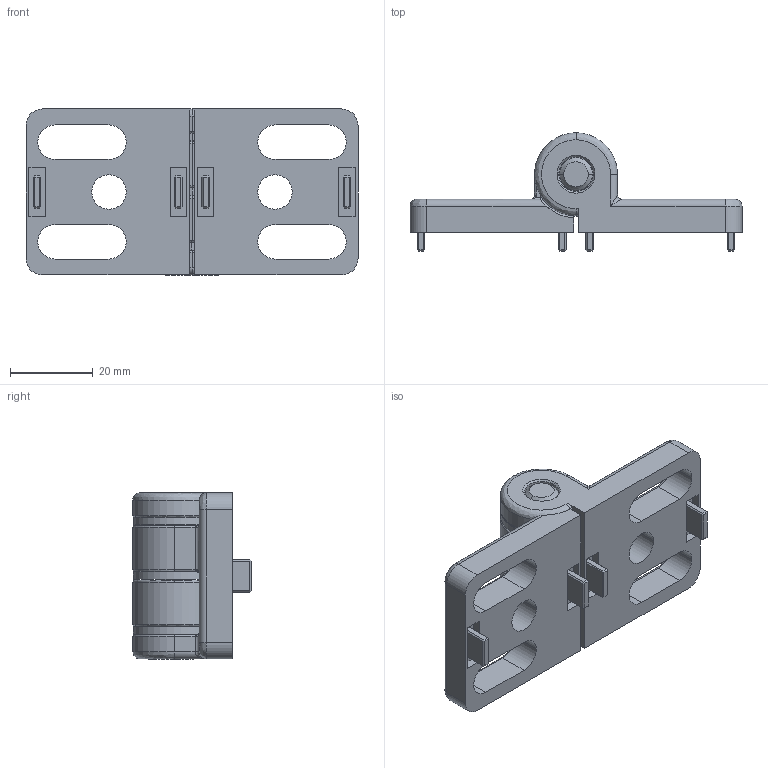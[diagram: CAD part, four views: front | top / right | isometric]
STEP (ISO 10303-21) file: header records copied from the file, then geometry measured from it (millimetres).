
FILE_DESCRIPTION (( 'STEP AP203' ), '1' );
FILE_NAME ('282600025_c_1.STEP', '2022-12-22T04:43:04', ( '' ), ( '' ), 'SwSTEP 2.0', 'SolidWorks 2014', '' );
FILE_SCHEMA (( 'CONFIG_CONTROL_DESIGN' ));
Length unit declared in the file: millimetre
Products named in the file (1): 282600025_c_1
Bounding box: 80 x 28.5 x 40 mm (x, y, z)
Volume: 29320.9 mm3; surface area: 16883.5 mm2
Topology: 6 solids, 6 shells, 289 faces, 691 edges, 414 vertices
Faces by surface type: plane 130, cylinder 96, bspline 55, cone 8
Entity records: 10082 total; most frequent: CARTESIAN_POINT 3554, ORIENTED_EDGE 1366, DIRECTION 1308, EDGE_CURVE 683, AXIS2_PLACEMENT_3D 461, VERTEX_POINT 414, VECTOR 386, LINE 386
